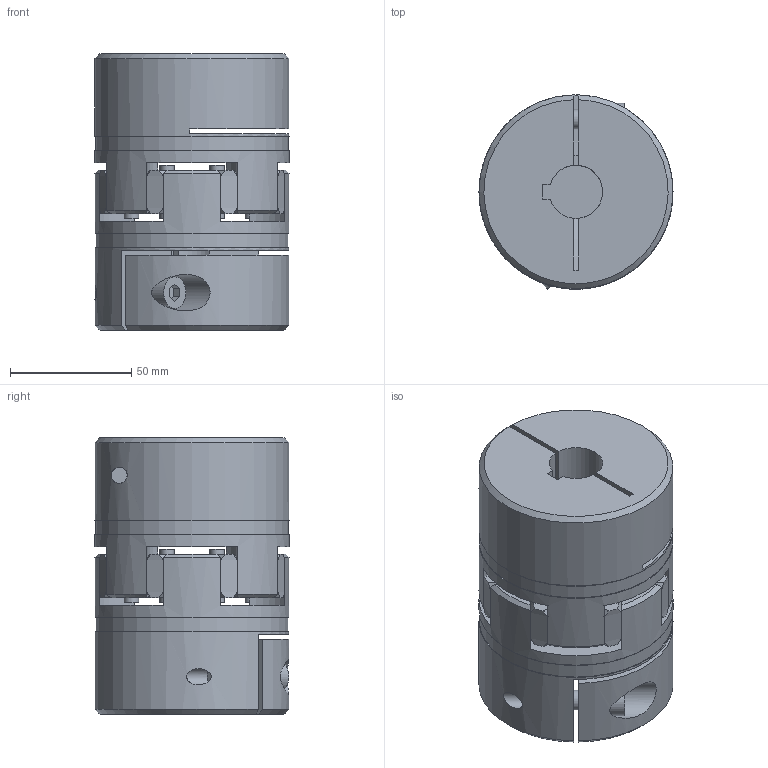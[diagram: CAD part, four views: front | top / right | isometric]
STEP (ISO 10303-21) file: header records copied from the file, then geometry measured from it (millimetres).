
FILE_DESCRIPTION( ( 'STEP AP214' ), '1' );
FILE_NAME( '01450-2222.stp', '2021-09-01T07:42:33', ( 'License CC BY-ND 4.0' ), ( 'CADENAS' ), ' ', 'PARTsolutions', ' ' );
FILE_SCHEMA( ( 'AUTOMOTIVE_DESIGN { 1 0 10303 214 1 1 1 1 }' ) );
Length unit declared in the file: millimetre
Products named in the file (4): 01450-2222; _01450-22pb; _01450-22pa; _01450-3045p2
Assembly tree (3 placements, depth 2):
  01450-2222
    _01450-22pb
    _01450-22pa
    _01450-3045p2
Bounding box: 80 x 80 x 114 mm (x, y, z)
Volume: 472935 mm3; surface area: 90449.9 mm2
Topology: 3 solids, 3 shells, 210 faces, 544 edges, 364 vertices
Faces by surface type: cylinder 90, plane 74, cone 46
Full cylindrical faces by diameter (mm): 6 x8, 6.647 x2, 8 x2, 9 x4, 13 x2, 15 x2, 38 x2, 79.4 x2, 80 x4
Entity records: 8428 total; most frequent: CARTESIAN_POINT 1648, DIRECTION 1086, ORIENTED_EDGE 1000, EDGE_CURVE 500, AXIS2_PLACEMENT_3D 462, VERTEX_POINT 352, EDGE_LOOP 274, CIRCLE 248
